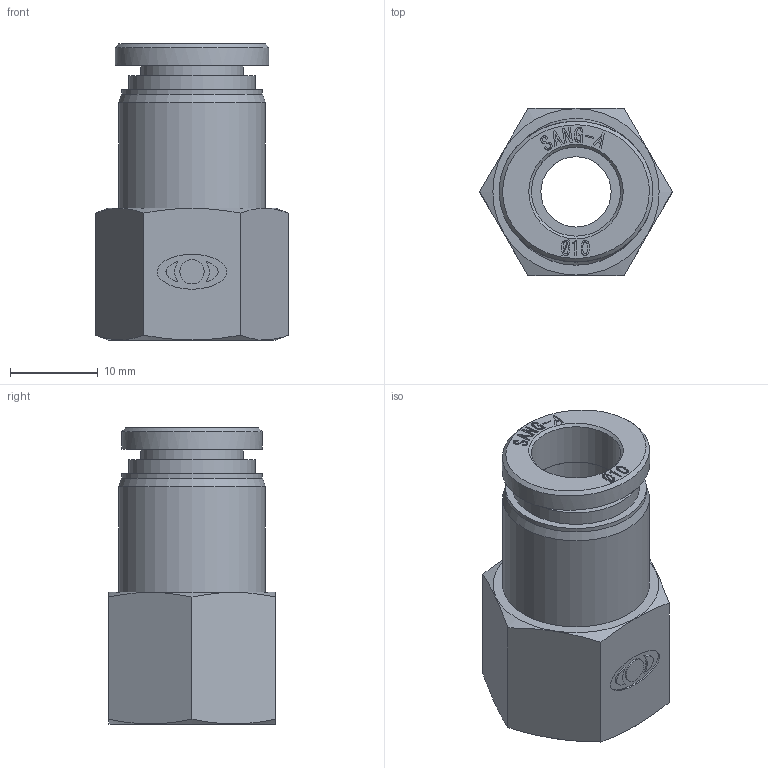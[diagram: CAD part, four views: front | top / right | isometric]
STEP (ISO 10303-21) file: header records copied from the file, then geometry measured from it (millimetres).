
FILE_DESCRIPTION((''),'2;1');
FILE_NAME('F-PCF 1003.stp','2020-11-23T15:26:17',('Administrator'),(''),'Autodesk Inventor 2013','Autodesk Inventor 2013','');
FILE_SCHEMA(('CONFIG_CONTROL_DESIGN'));
Length unit declared in the file: millimetre
Products named in the file (3): 조립품10; F-SLEEVE 10(SUS); F-PCF BODY 1003
Assembly tree (2 placements, depth 2):
  조립품10
    F-SLEEVE 10(SUS)
    F-PCF BODY 1003
Bounding box: 21.94 x 19 x 33.7 mm (x, y, z)
Volume: 4682 mm3; surface area: 4032.4 mm2
Topology: 2 solids, 2 shells, 284 faces, 745 edges, 495 vertices
Faces by surface type: bspline 139, plane 128, cylinder 10, cone 7
Full cylindrical faces by diameter (mm): 2.768 x1, 8 x1, 10.15 x1, 10.2 x1, 11.7 x1, 14.4 x1, 16.05 x1, 16.7 x1
Entity records: 8968 total; most frequent: CARTESIAN_POINT 2903, ORIENTED_EDGE 1450, DIRECTION 777, EDGE_CURVE 725, VERTEX_POINT 492, VECTOR 409, LINE 409, EDGE_LOOP 335
